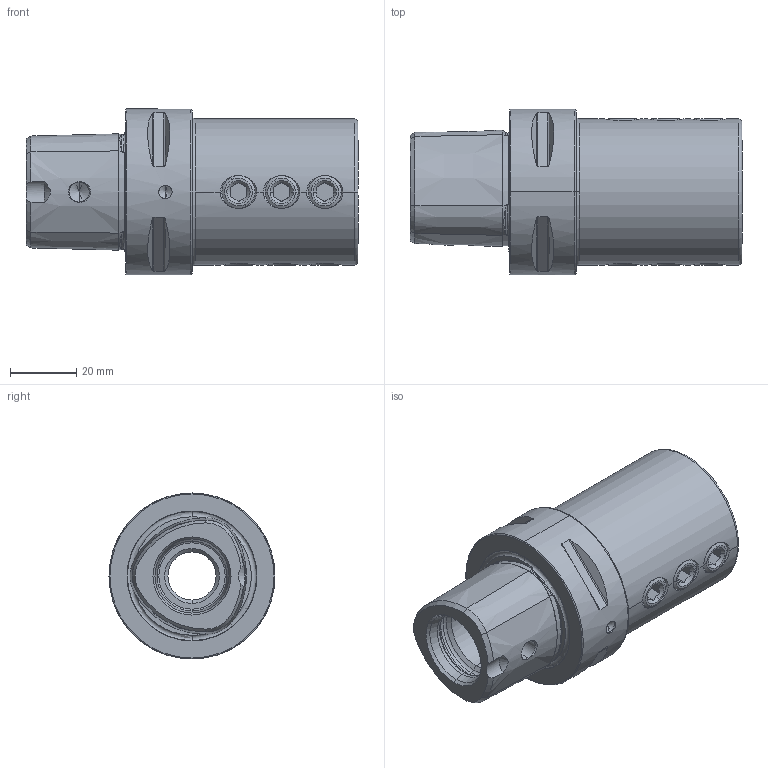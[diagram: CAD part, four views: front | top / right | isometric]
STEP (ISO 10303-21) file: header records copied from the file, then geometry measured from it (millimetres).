
FILE_DESCRIPTION (( 'STEP AP214' ), '1' );
FILE_NAME ('PS5.B20.K01.070.STEP', '2020-09-16T09:45:27', ( '' ), ( '' ), 'SwSTEP 2.0', 'SolidWorks 2017', '' );
FILE_SCHEMA (( 'AUTOMOTIVE_DESIGN' ));
Length unit declared in the file: millimetre
Products named in the file (3): PS5-B20.K01.070_A; PS5.B20.K01.070; ISO 4026 - M10 x 12_PreviewCfg
Assembly tree (10 placements, depth 2):
  PS5.B20.K01.070
    PS5-B20.K01.070_A
    ISO 4026 - M10 x 12_PreviewCfg  x9
Bounding box: 100 x 50 x 50 mm (x, y, z)
Volume: 111627.5 mm3; surface area: 30095.8 mm2
Topology: 10 solids, 10 shells, 322 faces, 771 edges, 472 vertices
Faces by surface type: cone 115, plane 102, cylinder 67, torus 38
Entity records: 7642 total; most frequent: CARTESIAN_POINT 2918, ORIENTED_EDGE 926, DIRECTION 908, EDGE_CURVE 463, AXIS2_PLACEMENT_3D 378, VERTEX_POINT 280, EDGE_LOOP 207, ADVANCED_FACE 186
